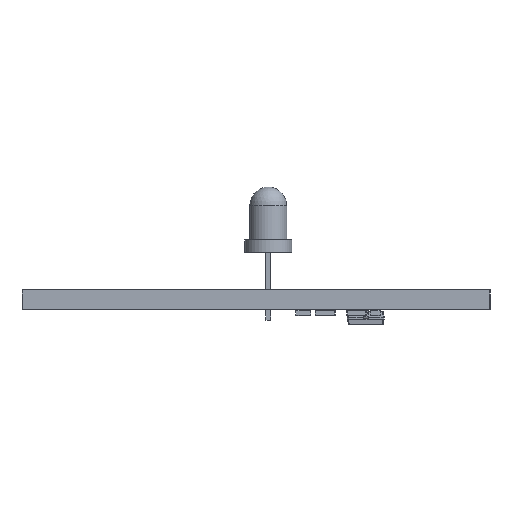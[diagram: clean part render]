
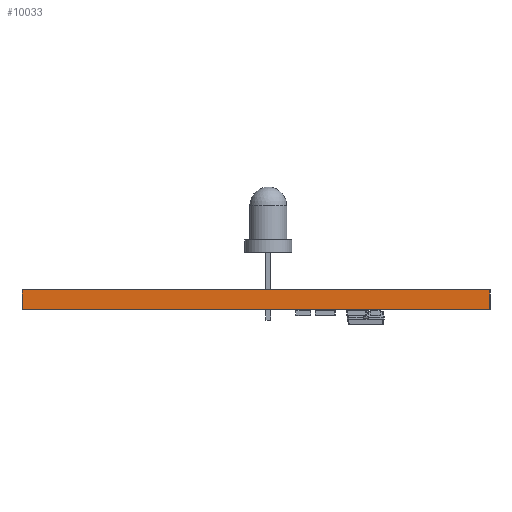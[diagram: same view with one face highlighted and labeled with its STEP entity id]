
A CAD part, left-side view. The second image highlights one B-rep face of the part: STEP entity #10033.
In plain terms, the highlighted planar face has unit normal (-1, 0, 0).
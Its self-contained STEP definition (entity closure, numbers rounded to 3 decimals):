
#9852 = PLANE('',#9853);
#9853 = AXIS2_PLACEMENT_3D('',#9854,#9855,#9856);
#9854 = CARTESIAN_POINT('',(160.,-116.,0.));
#9855 = DIRECTION('',(0.,-1.,0.));
#9856 = DIRECTION('',(-1.,0.,0.));
#9877 = VERTEX_POINT('',#9878);
#9878 = CARTESIAN_POINT('',(119.,-116.,1.6));
#9892 = PLANE('',#9893);
#9893 = AXIS2_PLACEMENT_3D('',#9894,#9895,#9896);
#9894 = CARTESIAN_POINT('',(139.5,-97.,1.6));
#9895 = DIRECTION('',(-0.,-0.,-1.));
#9896 = DIRECTION('',(-1.,0.,0.));
#9904 = EDGE_CURVE('',#9905,#9877,#9907,.T.);
#9905 = VERTEX_POINT('',#9906);
#9906 = CARTESIAN_POINT('',(119.,-116.,0.));
#9907 = SURFACE_CURVE('',#9908,(#9912,#9919),.PCURVE_S1.);
#9908 = LINE('',#9909,#9910);
#9909 = CARTESIAN_POINT('',(119.,-116.,0.));
#9910 = VECTOR('',#9911,1.);
#9911 = DIRECTION('',(0.,0.,1.));
#9912 = PCURVE('',#9852,#9913);
#9913 = DEFINITIONAL_REPRESENTATION('',(#9914),#9918);
#9914 = LINE('',#9915,#9916);
#9915 = CARTESIAN_POINT('',(41.,0.));
#9916 = VECTOR('',#9917,1.);
#9917 = DIRECTION('',(0.,-1.));
#9918 = ( GEOMETRIC_REPRESENTATION_CONTEXT(2) 
PARAMETRIC_REPRESENTATION_CONTEXT() REPRESENTATION_CONTEXT('2D SPACE',''
  ) );
#9919 = PCURVE('',#9920,#9925);
#9920 = PLANE('',#9921);
#9921 = AXIS2_PLACEMENT_3D('',#9922,#9923,#9924);
#9922 = CARTESIAN_POINT('',(119.,-116.,0.));
#9923 = DIRECTION('',(-1.,0.,0.));
#9924 = DIRECTION('',(0.,1.,0.));
#9925 = DEFINITIONAL_REPRESENTATION('',(#9926),#9930);
#9926 = LINE('',#9927,#9928);
#9927 = CARTESIAN_POINT('',(0.,0.));
#9928 = VECTOR('',#9929,1.);
#9929 = DIRECTION('',(0.,-1.));
#9930 = ( GEOMETRIC_REPRESENTATION_CONTEXT(2) 
PARAMETRIC_REPRESENTATION_CONTEXT() REPRESENTATION_CONTEXT('2D SPACE',''
  ) );
#9946 = PLANE('',#9947);
#9947 = AXIS2_PLACEMENT_3D('',#9948,#9949,#9950);
#9948 = CARTESIAN_POINT('',(139.5,-97.,0.));
#9949 = DIRECTION('',(-0.,-0.,-1.));
#9950 = DIRECTION('',(-1.,0.,0.));
#9979 = PLANE('',#9980);
#9980 = AXIS2_PLACEMENT_3D('',#9981,#9982,#9983);
#9981 = CARTESIAN_POINT('',(119.,-78.,0.));
#9982 = DIRECTION('',(0.,1.,0.));
#9983 = DIRECTION('',(1.,0.,0.));
#10033 = ADVANCED_FACE('',(#10034),#9920,.T.);
#10034 = FACE_BOUND('',#10035,.T.);
#10035 = EDGE_LOOP('',(#10036,#10037,#10060,#10083));
#10036 = ORIENTED_EDGE('',*,*,#9904,.T.);
#10037 = ORIENTED_EDGE('',*,*,#10038,.T.);
#10038 = EDGE_CURVE('',#9877,#10039,#10041,.T.);
#10039 = VERTEX_POINT('',#10040);
#10040 = CARTESIAN_POINT('',(119.,-78.,1.6));
#10041 = SURFACE_CURVE('',#10042,(#10046,#10053),.PCURVE_S1.);
#10042 = LINE('',#10043,#10044);
#10043 = CARTESIAN_POINT('',(119.,-116.,1.6));
#10044 = VECTOR('',#10045,1.);
#10045 = DIRECTION('',(0.,1.,0.));
#10046 = PCURVE('',#9920,#10047);
#10047 = DEFINITIONAL_REPRESENTATION('',(#10048),#10052);
#10048 = LINE('',#10049,#10050);
#10049 = CARTESIAN_POINT('',(0.,-1.6));
#10050 = VECTOR('',#10051,1.);
#10051 = DIRECTION('',(1.,0.));
#10052 = ( GEOMETRIC_REPRESENTATION_CONTEXT(2) 
PARAMETRIC_REPRESENTATION_CONTEXT() REPRESENTATION_CONTEXT('2D SPACE',''
  ) );
#10053 = PCURVE('',#9892,#10054);
#10054 = DEFINITIONAL_REPRESENTATION('',(#10055),#10059);
#10055 = LINE('',#10056,#10057);
#10056 = CARTESIAN_POINT('',(20.5,-19.));
#10057 = VECTOR('',#10058,1.);
#10058 = DIRECTION('',(0.,1.));
#10059 = ( GEOMETRIC_REPRESENTATION_CONTEXT(2) 
PARAMETRIC_REPRESENTATION_CONTEXT() REPRESENTATION_CONTEXT('2D SPACE',''
  ) );
#10060 = ORIENTED_EDGE('',*,*,#10061,.F.);
#10061 = EDGE_CURVE('',#10062,#10039,#10064,.T.);
#10062 = VERTEX_POINT('',#10063);
#10063 = CARTESIAN_POINT('',(119.,-78.,0.));
#10064 = SURFACE_CURVE('',#10065,(#10069,#10076),.PCURVE_S1.);
#10065 = LINE('',#10066,#10067);
#10066 = CARTESIAN_POINT('',(119.,-78.,0.));
#10067 = VECTOR('',#10068,1.);
#10068 = DIRECTION('',(0.,0.,1.));
#10069 = PCURVE('',#9920,#10070);
#10070 = DEFINITIONAL_REPRESENTATION('',(#10071),#10075);
#10071 = LINE('',#10072,#10073);
#10072 = CARTESIAN_POINT('',(38.,0.));
#10073 = VECTOR('',#10074,1.);
#10074 = DIRECTION('',(0.,-1.));
#10075 = ( GEOMETRIC_REPRESENTATION_CONTEXT(2) 
PARAMETRIC_REPRESENTATION_CONTEXT() REPRESENTATION_CONTEXT('2D SPACE',''
  ) );
#10076 = PCURVE('',#9979,#10077);
#10077 = DEFINITIONAL_REPRESENTATION('',(#10078),#10082);
#10078 = LINE('',#10079,#10080);
#10079 = CARTESIAN_POINT('',(0.,0.));
#10080 = VECTOR('',#10081,1.);
#10081 = DIRECTION('',(0.,-1.));
#10082 = ( GEOMETRIC_REPRESENTATION_CONTEXT(2) 
PARAMETRIC_REPRESENTATION_CONTEXT() REPRESENTATION_CONTEXT('2D SPACE',''
  ) );
#10083 = ORIENTED_EDGE('',*,*,#10084,.F.);
#10084 = EDGE_CURVE('',#9905,#10062,#10085,.T.);
#10085 = SURFACE_CURVE('',#10086,(#10090,#10097),.PCURVE_S1.);
#10086 = LINE('',#10087,#10088);
#10087 = CARTESIAN_POINT('',(119.,-116.,0.));
#10088 = VECTOR('',#10089,1.);
#10089 = DIRECTION('',(0.,1.,0.));
#10090 = PCURVE('',#9920,#10091);
#10091 = DEFINITIONAL_REPRESENTATION('',(#10092),#10096);
#10092 = LINE('',#10093,#10094);
#10093 = CARTESIAN_POINT('',(0.,0.));
#10094 = VECTOR('',#10095,1.);
#10095 = DIRECTION('',(1.,0.));
#10096 = ( GEOMETRIC_REPRESENTATION_CONTEXT(2) 
PARAMETRIC_REPRESENTATION_CONTEXT() REPRESENTATION_CONTEXT('2D SPACE',''
  ) );
#10097 = PCURVE('',#9946,#10098);
#10098 = DEFINITIONAL_REPRESENTATION('',(#10099),#10103);
#10099 = LINE('',#10100,#10101);
#10100 = CARTESIAN_POINT('',(20.5,-19.));
#10101 = VECTOR('',#10102,1.);
#10102 = DIRECTION('',(0.,1.));
#10103 = ( GEOMETRIC_REPRESENTATION_CONTEXT(2) 
PARAMETRIC_REPRESENTATION_CONTEXT() REPRESENTATION_CONTEXT('2D SPACE',''
  ) );
